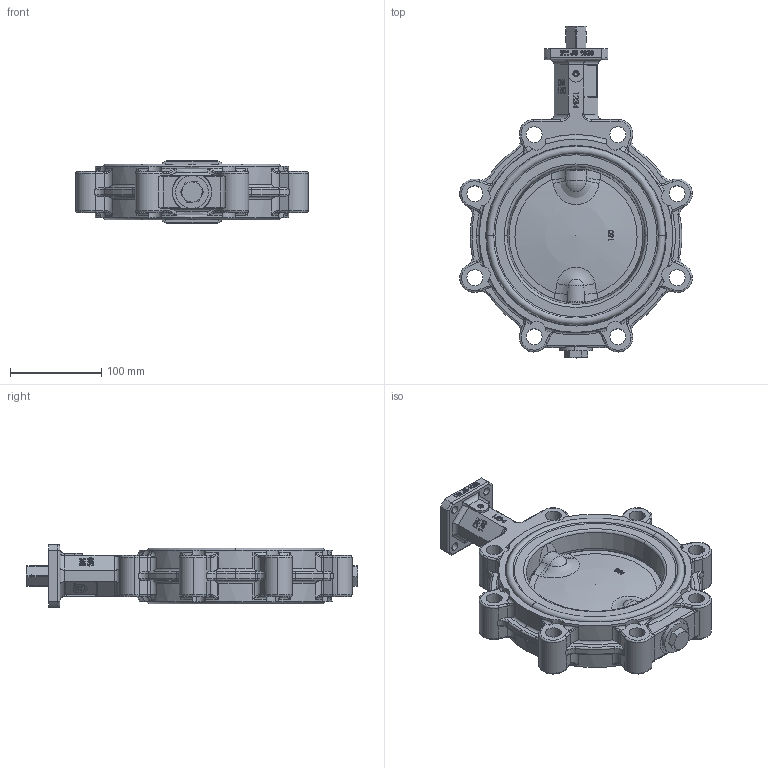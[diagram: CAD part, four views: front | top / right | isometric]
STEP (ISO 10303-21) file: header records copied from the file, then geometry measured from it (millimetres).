
FILE_DESCRIPTION (( 'STEP AP214' ), '1' );
FILE_NAME ('AK02_DN150_PN10-16.STEP', '2022-07-19T12:33:45', ( '' ), ( '' ), 'SwSTEP 2.0', 'SolidWorks 2021', '' );
FILE_SCHEMA (( 'AUTOMOTIVE_DESIGN' ));
Length unit declared in the file: metre
Products named in the file (1): AK02_DN150_PN10-16
Bounding box: 254.93 x 364 x 70 mm (x, y, z)
Volume: 1723852.9 mm3; surface area: 221908.2 mm2
Topology: 1 solids, 3 shells, 1208 faces, 3184 edges, 2000 vertices
Faces by surface type: plane 386, cylinder 302, bspline 269, torus 183, cone 57, sphere 11
Entity records: 71910 total; most frequent: CARTESIAN_POINT 31593, ORIENTED_EDGE 6296, DIRECTION 5138, EDGE_CURVE 3148, VERTEX_POINT 1996, AXIS2_PLACEMENT_3D 1922, LINE 1294, VECTOR 1294
